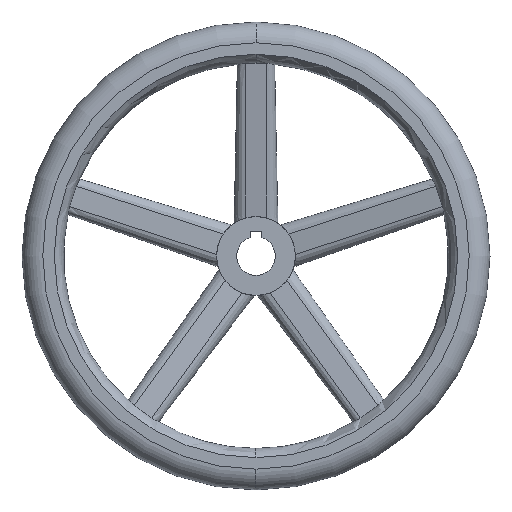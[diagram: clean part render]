
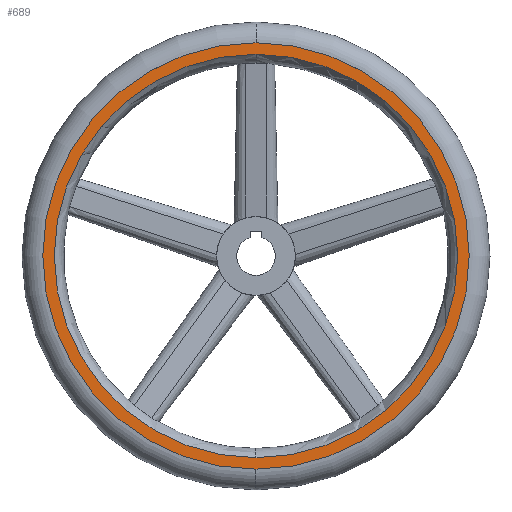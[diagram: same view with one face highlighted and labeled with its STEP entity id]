
A CAD part, top view. The second image highlights one B-rep face of the part: STEP entity #689.
In plain terms, the highlighted planar face has unit normal (0, 0, 1).
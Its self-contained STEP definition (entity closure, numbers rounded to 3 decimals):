
#297=VERTEX_POINT('',#832);
#363=EDGE_CURVE('',#297,#521,#904,.T.);
#421=EDGE_CURVE('',#777,#687,#968,.T.);
#501=EDGE_CURVE('',#521,#511,#1058,.T.);
#511=VERTEX_POINT('',#1069);
#519=EDGE_CURVE('',#511,#297,#1077,.T.);
#521=VERTEX_POINT('',#1079);
#635=EDGE_CURVE('',#687,#777,#1202,.T.);
#687=VERTEX_POINT('',#1258);
#689=ADVANCED_FACE('',(#1260,#1261),#1262,.F.);
#777=VERTEX_POINT('',#1360);
#832=CARTESIAN_POINT('',(0.,-135.761,53.667));
#904=CIRCLE('',#1574,135.761);
#968=CIRCLE('',#1801,143.5);
#1058=CIRCLE('',#1981,135.761);
#1069=CARTESIAN_POINT('',(-135.761,0.,53.667));
#1077=CIRCLE('',#2038,135.761);
#1079=CARTESIAN_POINT('',(0.,135.761,53.667));
#1202=CIRCLE('',#2620,143.5);
#1258=CARTESIAN_POINT('',(0.,-143.5,53.667));
#1260=FACE_BOUND('',#2816,.T.);
#1261=FACE_OUTER_BOUND('',#2817,.T.);
#1262=PLANE('',#2818);
#1360=CARTESIAN_POINT('',(0.,143.5,53.667));
#1574=AXIS2_PLACEMENT_3D('',#3170,#3171,#3172);
#1801=AXIS2_PLACEMENT_3D('',#3238,#3239,#3240);
#1981=AXIS2_PLACEMENT_3D('',#3343,#3344,#3345);
#2038=AXIS2_PLACEMENT_3D('',#3360,#3361,#3362);
#2620=AXIS2_PLACEMENT_3D('',#3502,#3503,#3504);
#2816=EDGE_LOOP('',(#3555,#3556,#3557));
#2817=EDGE_LOOP('',(#3558,#3559));
#2818=AXIS2_PLACEMENT_3D('',#3560,#3561,#3562);
#3170=CARTESIAN_POINT('',(0.,0.,53.667));
#3171=DIRECTION('',(0.,0.,1.0));
#3172=DIRECTION('',(1.0,0.0,0.));
#3238=CARTESIAN_POINT('',(0.,0.,53.667));
#3239=DIRECTION('',(0.,0.,1.0));
#3240=DIRECTION('',(0.,1.0,0.));
#3343=CARTESIAN_POINT('',(0.,0.,53.667));
#3344=DIRECTION('',(0.,0.,1.0));
#3345=DIRECTION('',(1.0,0.0,0.));
#3360=CARTESIAN_POINT('',(0.,0.,53.667));
#3361=DIRECTION('',(0.,0.,1.0));
#3362=DIRECTION('',(1.0,0.0,0.));
#3502=CARTESIAN_POINT('',(0.,0.,53.667));
#3503=DIRECTION('',(0.,0.,1.0));
#3504=DIRECTION('',(0.,1.0,0.));
#3555=ORIENTED_EDGE('',*,*,#519,.F.);
#3556=ORIENTED_EDGE('',*,*,#501,.F.);
#3557=ORIENTED_EDGE('',*,*,#363,.F.);
#3558=ORIENTED_EDGE('',*,*,#421,.T.);
#3559=ORIENTED_EDGE('',*,*,#635,.T.);
#3560=CARTESIAN_POINT('',(0.,136.5,53.667));
#3561=DIRECTION('',(0.,0.,-1.0));
#3562=DIRECTION('',(0.,-1.0,0.0));
